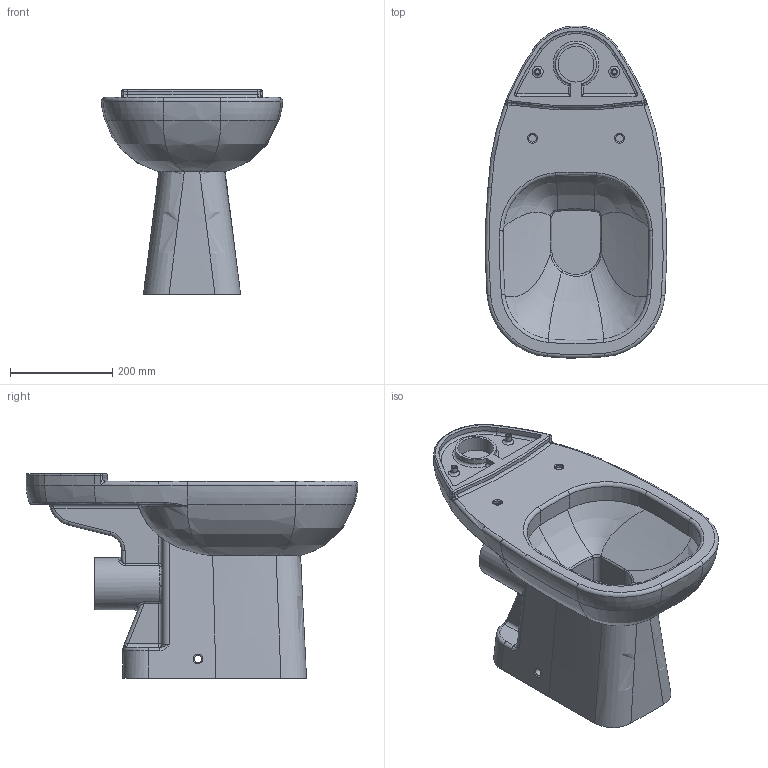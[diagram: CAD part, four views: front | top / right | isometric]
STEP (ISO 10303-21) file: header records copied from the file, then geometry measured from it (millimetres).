
FILE_DESCRIPTION((''),'2;1');
FILE_NAME('211109.stp','2008-07-26T19:55:33',('Huebner'),(''),'Autodesk Inventor 11','Autodesk Inventor 11','');
FILE_SCHEMA(('AUTOMOTIVE_DESIGN { 1 0 10303 214 1 1 1 1 }'));
Length unit declared in the file: millimetre
Products named in the file (2): 211109
Assembly tree (1 placements, depth 2):
  211109
    211109
Bounding box: 354.67 x 649.38 x 400 mm (x, y, z)
Volume: 22187855 mm3; surface area: 993518.8 mm2
Topology: 1 solids, 3 shells, 257 faces, 599 edges, 349 vertices
Faces by surface type: bspline 104, cylinder 75, plane 47, torus 27, sphere 4
Full cylindrical faces by diameter (mm): 8 x2, 12 x2, 15 x3, 70 x1, 88 x1, 102 x1
Entity records: 21126 total; most frequent: CARTESIAN_POINT 15845, ORIENTED_EDGE 1150, DIRECTION 969, EDGE_CURVE 575, AXIS2_PLACEMENT_3D 417, VERTEX_POINT 347, EDGE_LOOP 286, FACE_OUTER_BOUND 257
